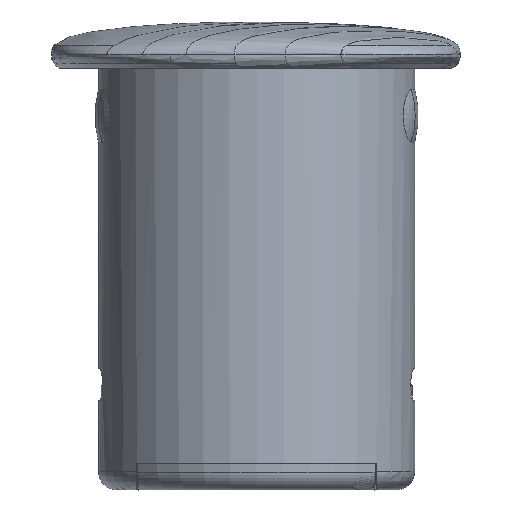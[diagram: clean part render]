
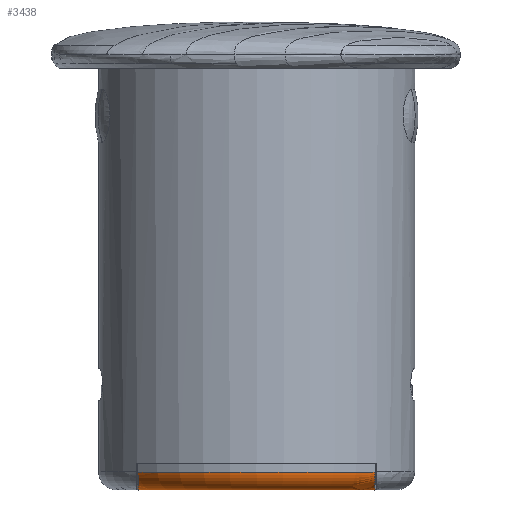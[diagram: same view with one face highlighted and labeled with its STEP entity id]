
A CAD part, left-side view. The second image highlights one B-rep face of the part: STEP entity #3438.
In plain terms, the highlighted toroidal (fillet/blend) face has major radius 5.279 mm and minor radius 0.704 mm.
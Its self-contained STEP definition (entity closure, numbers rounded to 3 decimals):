
#2236=CARTESIAN_POINT('',(16.503,-47.937,
0.338));
#2246=CARTESIAN_POINT('',(7.508,-47.95,
0.338));
#2247=CARTESIAN_POINT('',(7.508,-47.949,0.357));
#2248=CARTESIAN_POINT('',(7.509,-47.945,
0.396));
#2249=CARTESIAN_POINT('',(7.51,-47.93,
0.455));
#2250=CARTESIAN_POINT('',(7.512,-47.908,
0.514));
#2251=CARTESIAN_POINT('',(7.513,-47.877,
0.572));
#2252=CARTESIAN_POINT('',(7.514,-47.836,
0.631));
#2253=CARTESIAN_POINT('',(7.515,-47.784,
0.688));
#2254=CARTESIAN_POINT('',(7.516,-47.72,
0.745));
#2255=CARTESIAN_POINT('',(7.516,-47.643,
0.8));
#2256=CARTESIAN_POINT('',(7.517,-47.55,
0.853));
#2257=CARTESIAN_POINT('',(7.517,-47.44,
0.901));
#2258=CARTESIAN_POINT('',(7.517,-47.311,
0.943));
#2259=CARTESIAN_POINT('',(7.517,-47.161,
0.976));
#2260=CARTESIAN_POINT('',(7.516,-46.988,
0.999));
#2261=CARTESIAN_POINT('',(7.516,-46.856,1.004));
#2262=CARTESIAN_POINT('',(7.516,-46.787,1.004));
#2267=CARTESIAN_POINT('',(16.486,-46.784,1.004));
#2268=CARTESIAN_POINT('',(16.486,-46.853,1.004));
#2269=CARTESIAN_POINT('',(16.486,-46.984,
0.999));
#2270=CARTESIAN_POINT('',(16.487,-47.154,
0.976));
#2271=CARTESIAN_POINT('',(16.488,-47.302,
0.943));
#2272=CARTESIAN_POINT('',(16.489,-47.43,
0.902));
#2273=CARTESIAN_POINT('',(16.49,-47.539,
0.854));
#2274=CARTESIAN_POINT('',(16.491,-47.63,
0.802));
#2275=CARTESIAN_POINT('',(16.493,-47.707,
0.747));
#2276=CARTESIAN_POINT('',(16.494,-47.771,
0.691));
#2277=CARTESIAN_POINT('',(16.496,-47.823,
0.633));
#2278=CARTESIAN_POINT('',(16.497,-47.863,
0.574));
#2279=CARTESIAN_POINT('',(16.499,-47.895,
0.515));
#2280=CARTESIAN_POINT('',(16.5,-47.918,
0.456));
#2281=CARTESIAN_POINT('',(16.502,-47.932,
0.397));
#2282=CARTESIAN_POINT('',(16.503,-47.937,
0.358));
#2283=CARTESIAN_POINT('',(16.503,-47.937,
0.338));
#2288=CARTESIAN_POINT('',(12.,-44.,0.338));
#2289=DIRECTION('',(0.,0.,-1.));
#2290=DIRECTION('',(0.753,-0.658,0.));
#2291=AXIS2_PLACEMENT_3D('',#2288,#2289,#2290);
#2331=CARTESIAN_POINT('',(12.,-44.,1.004));
#2332=DIRECTION('',(0.,0.,-1.));
#2333=DIRECTION('',(0.85,-0.527,0.));
#2334=AXIS2_PLACEMENT_3D('',#2331,#2332,#2333);
#2339=CARTESIAN_POINT('',(12.,-44.,1.004));
#2340=DIRECTION('',(0.,0.,-1.));
#2341=DIRECTION('',(0.001,-1.,0.));
#2342=AXIS2_PLACEMENT_3D('',#2339,#2340,#2341);
#2347=CARTESIAN_POINT('',(12.,-44.,1.004));
#2348=DIRECTION('',(0.,0.,-1.));
#2349=DIRECTION('',(0.,-1.,0.));
#2350=AXIS2_PLACEMENT_3D('',#2347,#2348,#2349);
#3159=VERTEX_POINT('',#2236);
#3160=VERTEX_POINT('',#2267);
#3164=CARTESIAN_POINT('',(7.508,-47.95,
0.338));
#3165=VERTEX_POINT('',#3164);
#3166=VERTEX_POINT('',#2262);
#3167=CARTESIAN_POINT('',(12.,-49.28,1.004));
#3168=VERTEX_POINT('',#3167);
#3169=CARTESIAN_POINT('',(12.008,-49.28,1.004));
#3170=VERTEX_POINT('',#3169);
#3421=CARTESIAN_POINT('',(12.,-44.,0.301));
#3422=DIRECTION('',(0.,0.,1.));
#3423=DIRECTION('',(1.,0.,0.));
#3424=AXIS2_PLACEMENT_3D('',#3421,#3422,#3423);
#3425=TOROIDAL_SURFACE('',#3424,5.28,0.704);
#3427=ORIENTED_EDGE('',*,*,#3426,.T.);
#3429=ORIENTED_EDGE('',*,*,#3428,.F.);
#3431=ORIENTED_EDGE('',*,*,#3430,.F.);
#3433=ORIENTED_EDGE('',*,*,#3432,.F.);
#3434=ORIENTED_EDGE('',*,*,#3394,.T.);
#3435=ORIENTED_EDGE('',*,*,#3412,.T.);
#3436=EDGE_LOOP('',(#3427,#3429,#3431,#3433,#3434,#3435));
#3437=FACE_OUTER_BOUND('',#3436,.F.);
#2263=B_SPLINE_CURVE_WITH_KNOTS('',3,(#2246,#2247,#2248,#2249,#2250,#2251,#2252,
#2253,#2254,#2255,#2256,#2257,#2258,#2259,#2260,#2261,#2262),.UNSPECIFIED.,.F.,
.F.,(4,1,1,1,1,1,1,1,1,1,1,1,1,1,4),(0.,0.071,0.143,
0.214,0.286,0.357,0.429,0.5,
0.571,0.643,0.714,0.786,
0.857,0.929,1.),.UNSPECIFIED.);
#2284=B_SPLINE_CURVE_WITH_KNOTS('',3,(#2267,#2268,#2269,#2270,#2271,#2272,#2273,
#2274,#2275,#2276,#2277,#2278,#2279,#2280,#2281,#2282,#2283),.UNSPECIFIED.,.F.,
.F.,(4,1,1,1,1,1,1,1,1,1,1,1,1,1,4),(0.,0.071,0.143,
0.214,0.286,0.357,0.429,0.5,
0.571,0.643,0.714,0.786,
0.857,0.929,1.),.UNSPECIFIED.);
#2292=CIRCLE('',#2291,5.982);
#2335=CIRCLE('',#2334,5.28);
#2343=CIRCLE('',#2342,5.28);
#2351=CIRCLE('',#2350,5.28);
#3394=EDGE_CURVE('',#3160,#3159,#2284,.T.);
#3412=EDGE_CURVE('',#3159,#3165,#2292,.T.);
#3426=EDGE_CURVE('',#3165,#3166,#2263,.T.);
#3428=EDGE_CURVE('',#3168,#3166,#2351,.T.);
#3430=EDGE_CURVE('',#3170,#3168,#2343,.T.);
#3432=EDGE_CURVE('',#3160,#3170,#2335,.T.);
#3438=ADVANCED_FACE('',(#3437),#3425,.T.);
